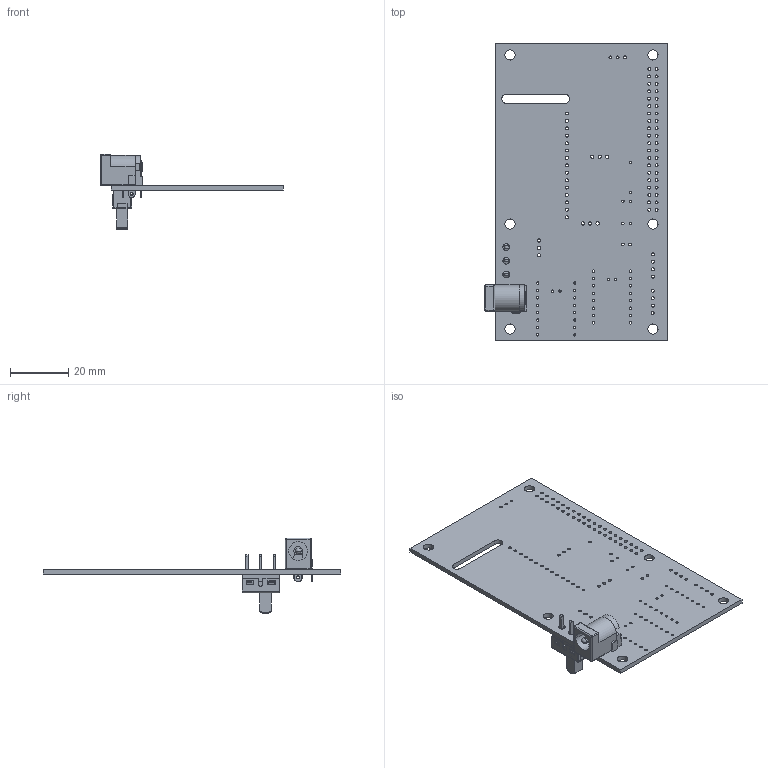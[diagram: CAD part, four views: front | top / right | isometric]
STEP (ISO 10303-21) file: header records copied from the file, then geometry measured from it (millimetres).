
FILE_DESCRIPTION(('KiCad electronic assembly'),'2;1');
FILE_NAME('ScanShield.step','2024-04-16T13:37:37',('Pcbnew'),('Kicad'), 'Open CASCADE STEP processor 7.6','KiCad to STEP converter','Unknown' );
FILE_SCHEMA(('AUTOMOTIVE_DESIGN { 1 0 10303 214 1 1 1 1 }'));
Length unit declared in the file: millimetre
Products named in the file (6): ScanShield 1; KLDX-0202-A; COMPOUND; 1101M2S3CQE2; SOLID; ScanShield PCB
Assembly tree (5 placements, depth 3):
  ScanShield 1
    KLDX-0202-A
      COMPOUND
    1101M2S3CQE2
      SOLID
    ScanShield PCB
Bounding box: 62.75 x 102 x 25.94 mm (x, y, z)
Volume: 10649.7 mm3; surface area: 15281.2 mm2
Topology: 10 solids, 10 shells, 447 faces, 1271 edges, 841 vertices
Faces by surface type: plane 230, cylinder 201, bspline 8, sphere 6, cone 2
Full cylindrical faces by diameter (mm): 0.8 x42, 0.95 x3, 1 x65, 1.1 x9, 2.286 x3, 3.5 x6
Entity records: 37472 total; most frequent: CARTESIAN_POINT 10091, DIRECTION 4574, LINE 2804, VECTOR 2804, ORIENTED_EDGE 2530, PCURVE 2530, DEFINITIONAL_REPRESENTATION 2530, EDGE_CURVE 1265
